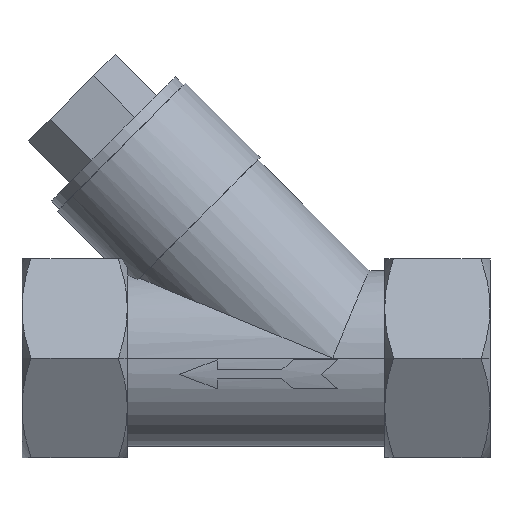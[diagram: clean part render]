
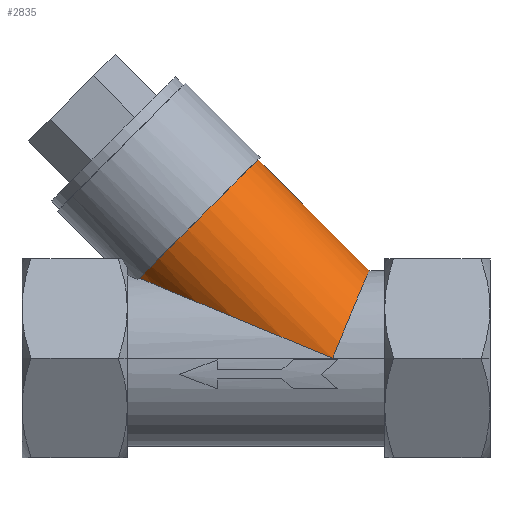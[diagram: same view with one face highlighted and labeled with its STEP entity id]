
A CAD part, top view. The second image highlights one B-rep face of the part: STEP entity #2835.
In plain terms, the highlighted cylindrical face has radius 15 mm (diameter 30 mm), a partial arc.
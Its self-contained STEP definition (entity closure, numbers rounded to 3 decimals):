
#16 = CARTESIAN_POINT ( 'NONE',  ( -19.951, 13.685, 6.141 ) ) ;
#18 = CARTESIAN_POINT ( 'NONE',  ( 0.333, 33.969, 0. ) ) ;
#312 = CIRCLE ( 'NONE', #1746, 15. ) ;
#646 = VERTEX_POINT ( 'NONE', #16 ) ;
#650 = VERTEX_POINT ( 'NONE', #18 ) ;
#683 =( BOUNDED_CURVE ( )  B_SPLINE_CURVE ( 3, ( #710, #808, #826, #827 ),
 .UNSPECIFIED., .F., .T. ) 
 B_SPLINE_CURVE_WITH_KNOTS ( ( 4, 4 ),
 ( 4.712, 6.283 ),
 .UNSPECIFIED. ) 
 CURVE ( )  GEOMETRIC_REPRESENTATION_ITEM ( )  RATIONAL_B_SPLINE_CURVE ( ( 1., 0.805, 0.805, 1. ) ) 
 REPRESENTATION_ITEM ( '' )  );
#684 =( BOUNDED_CURVE ( )  B_SPLINE_CURVE ( 3, ( #829, #801, #819, #820 ),
 .UNSPECIFIED., .F., .F. ) 
 B_SPLINE_CURVE_WITH_KNOTS ( ( 4, 4 ),
 ( 3.563, 4.712 ),
 .UNSPECIFIED. ) 
 CURVE ( )  GEOMETRIC_REPRESENTATION_ITEM ( )  RATIONAL_B_SPLINE_CURVE ( ( 1., 0.893, 0.893, 1. ) ) 
 REPRESENTATION_ITEM ( '' )  );
#710 = CARTESIAN_POINT ( 'NONE',  ( 13.089, 0., 15. ) ) ;
#768 = CARTESIAN_POINT ( 'NONE',  ( 19.302, 15., 0. ) ) ;
#788 = CARTESIAN_POINT ( 'NONE',  ( 13.089, 0., 15. ) ) ;
#801 = CARTESIAN_POINT ( 'NONE',  ( -13.936, 11.194, 11.693 ) ) ;
#808 = CARTESIAN_POINT ( 'NONE',  ( 16.728, 8.787, 15. ) ) ;
#819 = CARTESIAN_POINT ( 'NONE',  ( -1.603, 6.085, 15. ) ) ;
#820 = CARTESIAN_POINT ( 'NONE',  ( 13.089, 0., 15. ) ) ;
#826 = CARTESIAN_POINT ( 'NONE',  ( 19.302, 15., 8.787 ) ) ;
#827 = CARTESIAN_POINT ( 'NONE',  ( 19.302, 15., 0. ) ) ;
#829 = CARTESIAN_POINT ( 'NONE',  ( -19.951, 13.685, 6.141 ) ) ;
#1104 = ORIENTED_EDGE ( 'NONE', *, *, #2871, .F. ) ;
#1105 = ORIENTED_EDGE ( 'NONE', *, *, #1686, .T. ) ;
#1106 = ORIENTED_EDGE ( 'NONE', *, *, #1387, .T. ) ;
#1107 = ORIENTED_EDGE ( 'NONE', *, *, #1385, .T. ) ;
#1166 = VERTEX_POINT ( 'NONE', #768 ) ;
#1270 = VERTEX_POINT ( 'NONE', #788 ) ;
#1332 = EDGE_LOOP ( 'NONE', ( #1104, #1105, #1106, #1107 ) ) ;
#1385 = EDGE_CURVE ( 'NONE', #1270, #1166, #683, .T. ) ;
#1387 = EDGE_CURVE ( 'NONE', #646, #1270, #684, .T. ) ;
#1535 = FACE_OUTER_BOUND ( 'NONE', #1332, .T. ) ;
#1550 = CYLINDRICAL_SURFACE ( 'NONE', #1824, 15. ) ;
#1591 = LINE ( 'NONE', #2222, #1594 ) ;
#1594 = VECTOR ( 'NONE', #2224, 1000. ) ;
#1686 = EDGE_CURVE ( 'NONE', #650, #646, #312, .T. ) ;
#1746 = AXIS2_PLACEMENT_3D ( 'NONE', #2692, #2693, #2694 ) ;
#1824 = AXIS2_PLACEMENT_3D ( 'NONE', #2066, #2065, #2058 ) ;
#2058 = DIRECTION ( 'NONE',  ( 0.707, 0.707, 0. ) ) ;
#2065 = DIRECTION ( 'NONE',  ( 0.707, -0.707, 0. ) ) ;
#2066 = CARTESIAN_POINT ( 'NONE',  ( 13.089, 0., 0. ) ) ;
#2222 = CARTESIAN_POINT ( 'NONE',  ( 23.695, 10.607, 0. ) ) ;
#2224 = DIRECTION ( 'NONE',  ( 0.707, -0.707, 0. ) ) ;
#2692 = CARTESIAN_POINT ( 'NONE',  ( -10.274, 23.362, 0. ) ) ;
#2693 = DIRECTION ( 'NONE',  ( 0.707, -0.707, 0. ) ) ;
#2694 = DIRECTION ( 'NONE',  ( 0.707, 0.707, 0. ) ) ;
#2835 = ADVANCED_FACE ( 'NONE', ( #1535 ), #1550, .T. ) ;
#2871 = EDGE_CURVE ( 'NONE', #650, #1166, #1591, .T. ) ;
